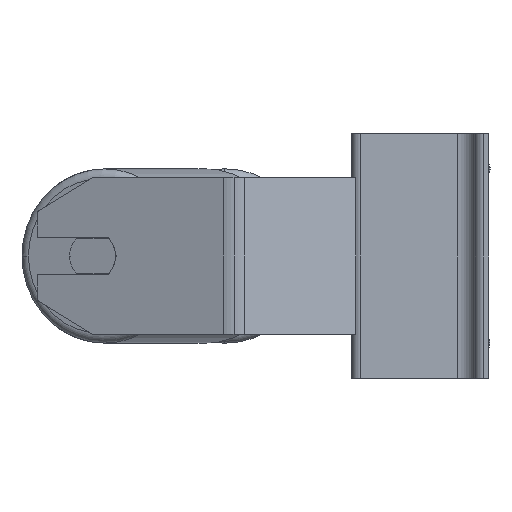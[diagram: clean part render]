
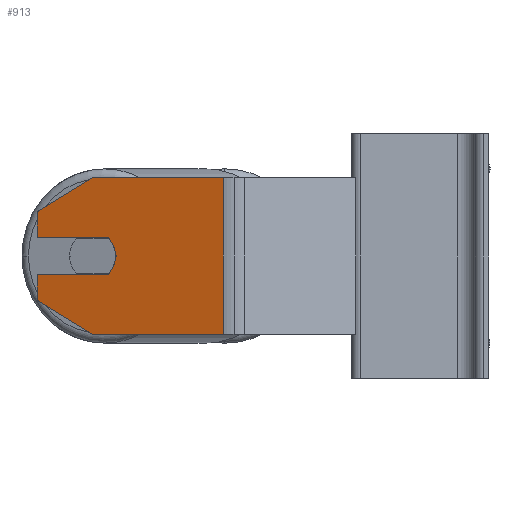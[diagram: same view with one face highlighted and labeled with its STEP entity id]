
A CAD part, left-side view. The second image highlights one B-rep face of the part: STEP entity #913.
In plain terms, the highlighted planar face has unit normal (-0.94, 0.342, 0).
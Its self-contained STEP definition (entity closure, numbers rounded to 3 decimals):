
#121 = CARTESIAN_POINT ( 'NONE',  ( -273.526, 178.535, -22.679 ) ) ;
#449 = ORIENTED_EDGE ( 'NONE', *, *, #9224, .F. ) ;
#459 = LINE ( 'NONE', #9627, #837 ) ;
#555 = VERTEX_POINT ( 'NONE', #4469 ) ;
#658 = DIRECTION ( 'NONE',  ( -0.342, -0.94, 0. ) ) ;
#696 = VERTEX_POINT ( 'NONE', #7915 ) ;
#744 = CARTESIAN_POINT ( 'NONE',  ( -273.526, 178.535, 22.679 ) ) ;
#837 = VECTOR ( 'NONE', #4692, 1000. ) ;
#855 = CARTESIAN_POINT ( 'NONE',  ( -283.787, 150.344, -40. ) ) ;
#891 = CARTESIAN_POINT ( 'NONE',  ( -283.787, 150.344, 0. ) ) ;
#913 = ADVANCED_FACE ( 'NONE', ( #2727 ), #6870, .F. ) ;
#934 = DIRECTION ( 'NONE',  ( -0.94, 0.342, 0. ) ) ;
#1054 = LINE ( 'NONE', #4356, #9024 ) ;
#1597 = VERTEX_POINT ( 'NONE', #2094 ) ;
#1656 = EDGE_CURVE ( 'NONE', #4564, #4417, #6509, .T. ) ;
#1755 = DIRECTION ( 'NONE',  ( -0.342, -0.94, 0. ) ) ;
#1759 = VERTEX_POINT ( 'NONE', #9231 ) ;
#1948 = ORIENTED_EDGE ( 'NONE', *, *, #4649, .F. ) ;
#2057 = CARTESIAN_POINT ( 'NONE',  ( -273.526, 178.535, 40. ) ) ;
#2094 = CARTESIAN_POINT ( 'NONE',  ( -288.062, 138.598, 0. ) ) ;
#2163 = VERTEX_POINT ( 'NONE', #121 ) ;
#2682 = CARTESIAN_POINT ( 'NONE',  ( -273.526, 178.535, 40. ) ) ;
#2718 = EDGE_CURVE ( 'NONE', #9926, #2163, #1054, .T. ) ;
#2727 = FACE_OUTER_BOUND ( 'NONE', #2732, .T. ) ;
#2732 = EDGE_LOOP ( 'NONE', ( #10134, #6767, #7066, #10252, #1948, #3483, #7099, #3382, #449, #5583, #4831 ) ) ;
#2906 = CIRCLE ( 'NONE', #5302, 12.5 ) ;
#3076 = VECTOR ( 'NONE', #658, 1000. ) ;
#3266 = CARTESIAN_POINT ( 'NONE',  ( -283.787, 150.344, 0. ) ) ;
#3382 = ORIENTED_EDGE ( 'NONE', *, *, #10497, .F. ) ;
#3483 = ORIENTED_EDGE ( 'NONE', *, *, #1656, .T. ) ;
#3652 = VECTOR ( 'NONE', #7383, 1000. ) ;
#4000 = DIRECTION ( 'NONE',  ( 0.296, 0.814, -0.5 ) ) ;
#4137 = VECTOR ( 'NONE', #1755, 1000. ) ;
#4171 = CARTESIAN_POINT ( 'NONE',  ( -286.565, 142.71, 9.5 ) ) ;
#4196 = DIRECTION ( 'NONE',  ( -0.342, -0.94, 0. ) ) ;
#4205 = DIRECTION ( 'NONE',  ( 0., 0., -1. ) ) ;
#4208 = LINE ( 'NONE', #855, #3652 ) ;
#4281 = VECTOR ( 'NONE', #4753, 1000. ) ;
#4323 = CIRCLE ( 'NONE', #6888, 12.5 ) ;
#4356 = CARTESIAN_POINT ( 'NONE',  ( -273.526, 178.535, 40. ) ) ;
#4417 = VERTEX_POINT ( 'NONE', #7505 ) ;
#4469 = CARTESIAN_POINT ( 'NONE',  ( -286.565, 142.71, -9.5 ) ) ;
#4564 = VERTEX_POINT ( 'NONE', #7246 ) ;
#4649 = EDGE_CURVE ( 'NONE', #4564, #10135, #8736, .T. ) ;
#4692 = DIRECTION ( 'NONE',  ( 0., 0., -1. ) ) ;
#4753 = DIRECTION ( 'NONE',  ( -0.342, -0.94, 0. ) ) ;
#4831 = ORIENTED_EDGE ( 'NONE', *, *, #6847, .F. ) ;
#4936 = DIRECTION ( 'NONE',  ( 0.342, 0.94, 0. ) ) ;
#5302 = AXIS2_PLACEMENT_3D ( 'NONE', #3266, #6478, #9011 ) ;
#5366 = CARTESIAN_POINT ( 'NONE',  ( -273.526, 178.535, 40. ) ) ;
#5409 = EDGE_CURVE ( 'NONE', #555, #1597, #2906, .T. ) ;
#5412 = VERTEX_POINT ( 'NONE', #4171 ) ;
#5583 = ORIENTED_EDGE ( 'NONE', *, *, #5409, .F. ) ;
#5854 = CARTESIAN_POINT ( 'NONE',  ( -273.526, 178.535, -40. ) ) ;
#5906 = LINE ( 'NONE', #5854, #4137 ) ;
#5922 = CARTESIAN_POINT ( 'NONE',  ( -273.526, 178.535, -9.5 ) ) ;
#6223 = CARTESIAN_POINT ( 'NONE',  ( -283.787, 150.344, -40. ) ) ;
#6478 = DIRECTION ( 'NONE',  ( -0.94, 0.342, 0. ) ) ;
#6509 = LINE ( 'NONE', #744, #7600 ) ;
#6519 = VECTOR ( 'NONE', #6879, 1000. ) ;
#6767 = ORIENTED_EDGE ( 'NONE', *, *, #10207, .T. ) ;
#6770 = LINE ( 'NONE', #2682, #6519 ) ;
#6847 = EDGE_CURVE ( 'NONE', #9926, #555, #9644, .T. ) ;
#6870 = PLANE ( 'NONE',  #7428 ) ;
#6879 = DIRECTION ( 'NONE',  ( 0., 0., -1. ) ) ;
#6888 = AXIS2_PLACEMENT_3D ( 'NONE', #891, #934, #4196 ) ;
#7066 = ORIENTED_EDGE ( 'NONE', *, *, #7597, .T. ) ;
#7099 = ORIENTED_EDGE ( 'NONE', *, *, #7198, .T. ) ;
#7116 = CARTESIAN_POINT ( 'NONE',  ( -308.119, 83.493, 40. ) ) ;
#7198 = EDGE_CURVE ( 'NONE', #4417, #696, #6770, .T. ) ;
#7208 = EDGE_CURVE ( 'NONE', #10135, #1759, #459, .T. ) ;
#7246 = CARTESIAN_POINT ( 'NONE',  ( -283.787, 150.344, 40. ) ) ;
#7383 = DIRECTION ( 'NONE',  ( -0.296, -0.814, -0.5 ) ) ;
#7428 = AXIS2_PLACEMENT_3D ( 'NONE', #5366, #10308, #10194 ) ;
#7505 = CARTESIAN_POINT ( 'NONE',  ( -273.526, 178.535, 22.679 ) ) ;
#7597 = EDGE_CURVE ( 'NONE', #9293, #1759, #5906, .T. ) ;
#7600 = VECTOR ( 'NONE', #4000, 1000. ) ;
#7611 = VECTOR ( 'NONE', #4936, 1000. ) ;
#7907 = LINE ( 'NONE', #8648, #7611 ) ;
#7915 = CARTESIAN_POINT ( 'NONE',  ( -273.526, 178.535, 9.5 ) ) ;
#7928 = CARTESIAN_POINT ( 'NONE',  ( -273.526, 178.535, -9.5 ) ) ;
#8648 = CARTESIAN_POINT ( 'NONE',  ( -273.526, 178.535, 9.5 ) ) ;
#8736 = LINE ( 'NONE', #2057, #3076 ) ;
#9011 = DIRECTION ( 'NONE',  ( -0.342, -0.94, 0. ) ) ;
#9024 = VECTOR ( 'NONE', #4205, 1000. ) ;
#9224 = EDGE_CURVE ( 'NONE', #1597, #5412, #4323, .T. ) ;
#9231 = CARTESIAN_POINT ( 'NONE',  ( -308.119, 83.493, -40. ) ) ;
#9293 = VERTEX_POINT ( 'NONE', #6223 ) ;
#9627 = CARTESIAN_POINT ( 'NONE',  ( -308.119, 83.493, 40. ) ) ;
#9644 = LINE ( 'NONE', #7928, #4281 ) ;
#9926 = VERTEX_POINT ( 'NONE', #5922 ) ;
#10134 = ORIENTED_EDGE ( 'NONE', *, *, #2718, .T. ) ;
#10135 = VERTEX_POINT ( 'NONE', #7116 ) ;
#10194 = DIRECTION ( 'NONE',  ( 0.342, 0.94, 0. ) ) ;
#10207 = EDGE_CURVE ( 'NONE', #2163, #9293, #4208, .T. ) ;
#10252 = ORIENTED_EDGE ( 'NONE', *, *, #7208, .F. ) ;
#10308 = DIRECTION ( 'NONE',  ( 0.94, -0.342, 0. ) ) ;
#10497 = EDGE_CURVE ( 'NONE', #5412, #696, #7907, .T. ) ;
